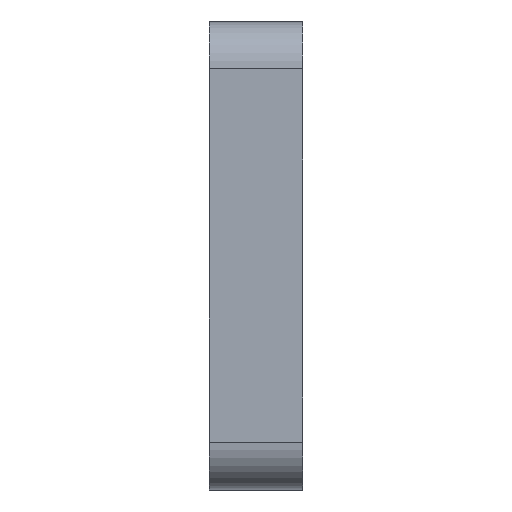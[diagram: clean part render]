
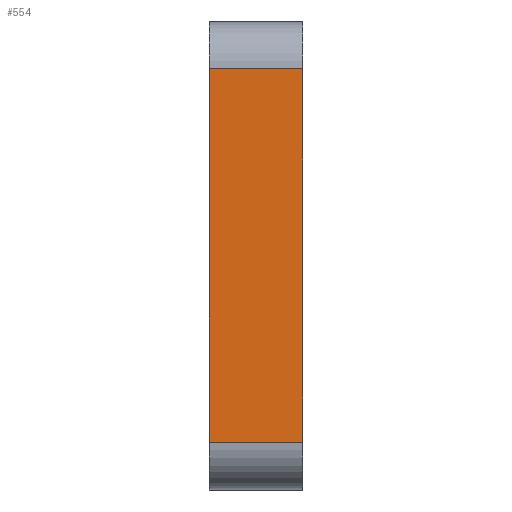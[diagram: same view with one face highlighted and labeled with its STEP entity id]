
A CAD part, top view. The second image highlights one B-rep face of the part: STEP entity #554.
In plain terms, the highlighted planar face has unit normal (0, 0, 1).
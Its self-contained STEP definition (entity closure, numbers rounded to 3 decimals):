
#51 = DIRECTION ( 'NONE',  ( 0., -1., 0. ) ) ;
#100 = ORIENTED_EDGE ( 'NONE', *, *, #241, .F. ) ;
#134 = DIRECTION ( 'NONE',  ( 1., 0., 0. ) ) ;
#146 = ORIENTED_EDGE ( 'NONE', *, *, #307, .F. ) ;
#169 = LINE ( 'NONE', #747, #541 ) ;
#186 = VERTEX_POINT ( 'NONE', #327 ) ;
#203 = VECTOR ( 'NONE', #51, 1000. ) ;
#229 = LINE ( 'NONE', #984, #1157 ) ;
#239 = CARTESIAN_POINT ( 'NONE',  ( 86., 15., 80. ) ) ;
#240 = VECTOR ( 'NONE', #442, 1000. ) ;
#241 = EDGE_CURVE ( 'NONE', #186, #1023, #345, .T. ) ;
#251 = CARTESIAN_POINT ( 'NONE',  ( 0., 0., 80. ) ) ;
#263 = LINE ( 'NONE', #344, #988 ) ;
#307 = EDGE_CURVE ( 'NONE', #1210, #618, #169, .T. ) ;
#327 = CARTESIAN_POINT ( 'NONE',  ( 86., 12., 80. ) ) ;
#335 = PLANE ( 'NONE',  #1198 ) ;
#338 = FACE_OUTER_BOUND ( 'NONE', #500, .T. ) ;
#344 = CARTESIAN_POINT ( 'NONE',  ( 0., 12., 80. ) ) ;
#345 = LINE ( 'NONE', #239, #240 ) ;
#359 = LINE ( 'NONE', #452, #203 ) ;
#431 = DIRECTION ( 'NONE',  ( -1., 0., 0. ) ) ;
#442 = DIRECTION ( 'NONE',  ( 0., -1., 0. ) ) ;
#445 = CARTESIAN_POINT ( 'NONE',  ( 86., 0., 80. ) ) ;
#452 = CARTESIAN_POINT ( 'NONE',  ( 86., 15., 80. ) ) ;
#500 = EDGE_LOOP ( 'NONE', ( #146, #814, #871, #100, #1236 ) ) ;
#519 = CARTESIAN_POINT ( 'NONE',  ( 86., -12., 80. ) ) ;
#541 = VECTOR ( 'NONE', #1149, 1000. ) ;
#554 = ADVANCED_FACE ( 'NONE', ( #338 ), #335, .T. ) ;
#614 = EDGE_CURVE ( 'NONE', #618, #186, #263, .T. ) ;
#618 = VERTEX_POINT ( 'NONE', #899 ) ;
#646 = DIRECTION ( 'NONE',  ( -1., 0., 0. ) ) ;
#747 = CARTESIAN_POINT ( 'NONE',  ( 80., 15., 80. ) ) ;
#757 = CARTESIAN_POINT ( 'NONE',  ( 80., -12., 80. ) ) ;
#814 = ORIENTED_EDGE ( 'NONE', *, *, #894, .F. ) ;
#822 = DIRECTION ( 'NONE',  ( 0., 0., 1. ) ) ;
#871 = ORIENTED_EDGE ( 'NONE', *, *, #1057, .F. ) ;
#894 = EDGE_CURVE ( 'NONE', #948, #1210, #229, .T. ) ;
#899 = CARTESIAN_POINT ( 'NONE',  ( 80., 12., 80. ) ) ;
#948 = VERTEX_POINT ( 'NONE', #519 ) ;
#984 = CARTESIAN_POINT ( 'NONE',  ( 0., -12., 80. ) ) ;
#988 = VECTOR ( 'NONE', #134, 1000. ) ;
#1023 = VERTEX_POINT ( 'NONE', #445 ) ;
#1057 = EDGE_CURVE ( 'NONE', #1023, #948, #359, .T. ) ;
#1149 = DIRECTION ( 'NONE',  ( 0., 1., 0. ) ) ;
#1157 = VECTOR ( 'NONE', #431, 1000. ) ;
#1198 = AXIS2_PLACEMENT_3D ( 'NONE', #251, #822, #646 ) ;
#1210 = VERTEX_POINT ( 'NONE', #757 ) ;
#1236 = ORIENTED_EDGE ( 'NONE', *, *, #614, .F. ) ;
